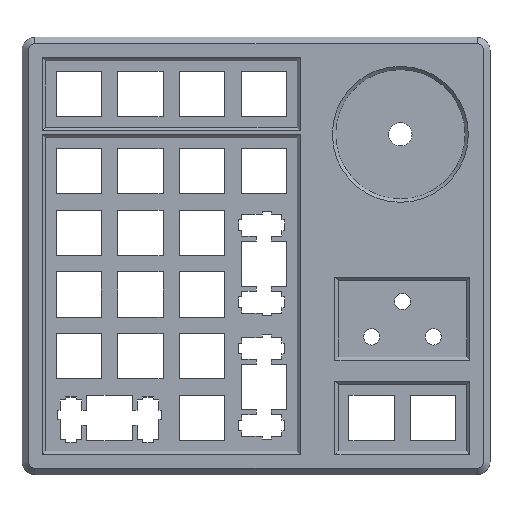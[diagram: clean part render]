
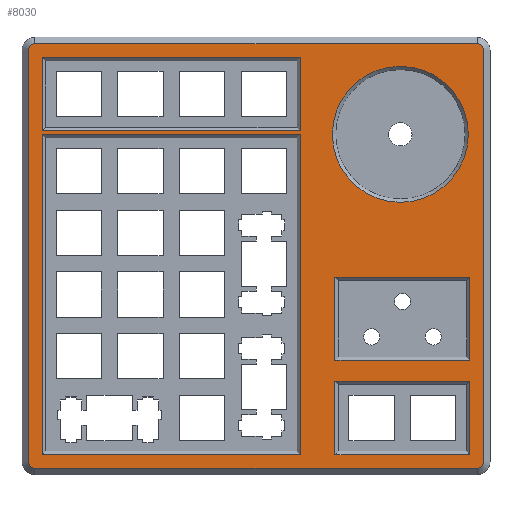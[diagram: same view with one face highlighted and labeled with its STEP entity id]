
A CAD part, top view. The second image highlights one B-rep face of the part: STEP entity #8030.
In plain terms, the highlighted planar face has unit normal (0, 0, 1).
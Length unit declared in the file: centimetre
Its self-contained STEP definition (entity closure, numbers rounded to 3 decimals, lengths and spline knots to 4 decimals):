
#62=FACE_BOUND($,#802,.T.);
#63=FACE_BOUND($,#803,.T.);
#64=FACE_BOUND($,#804,.T.);
#65=FACE_BOUND($,#805,.T.);
#66=FACE_BOUND($,#806,.T.);
#67=FACE_BOUND($,#807,.T.);
#92=CIRCLE($,#8276,0.2);
#93=CIRCLE($,#8279,0.2);
#106=CIRCLE($,#8470,0.2);
#107=CIRCLE($,#8471,0.2);
#108=CIRCLE($,#8472,2.1);
#802=EDGE_LOOP($,(#6407,#6408,#6409,#6410));
#803=EDGE_LOOP($,(#6411,#6412,#6413,#6414,#6415,#6416,#6417,#6418));
#804=EDGE_LOOP($,(#6419,#6420,#6421,#6422));
#805=EDGE_LOOP($,(#6423));
#806=EDGE_LOOP($,(#6424,#6425,#6426,#6427));
#807=EDGE_LOOP($,(#6428,#6429,#6430,#6431));
#1061=LINE($,#10863,#2160);
#1065=LINE($,#10872,#2164);
#1718=LINE($,#12202,#2817);
#1722=LINE($,#12211,#2821);
#1727=LINE($,#12220,#2826);
#1729=LINE($,#12223,#2828);
#1733=LINE($,#12233,#2832);
#1734=LINE($,#12236,#2833);
#1735=LINE($,#12240,#2834);
#1736=LINE($,#12242,#2835);
#1737=LINE($,#12244,#2836);
#1738=LINE($,#12245,#2837);
#1739=LINE($,#12250,#2838);
#1740=LINE($,#12252,#2839);
#1741=LINE($,#12254,#2840);
#1742=LINE($,#12255,#2841);
#1743=LINE($,#12258,#2842);
#1744=LINE($,#12260,#2843);
#1745=LINE($,#12262,#2844);
#1746=LINE($,#12263,#2845);
#2160=VECTOR($,#8768,13.6588);
#2164=VECTOR($,#8778,12.7063);
#2817=VECTOR($,#9803,4.1702);
#2821=VECTOR($,#9811,2.573);
#2826=VECTOR($,#9818,2.573);
#2828=VECTOR($,#9822,4.1702);
#2832=VECTOR($,#9830,12.7063);
#2833=VECTOR($,#9833,13.6588);
#2834=VECTOR($,#9836,9.8852);
#2835=VECTOR($,#9837,7.9803);
#2836=VECTOR($,#9838,9.8852);
#2837=VECTOR($,#9839,7.9803);
#2838=VECTOR($,#9842,4.1702);
#2839=VECTOR($,#9843,2.2652);
#2840=VECTOR($,#9844,4.1702);
#2841=VECTOR($,#9845,2.2652);
#2842=VECTOR($,#9846,7.9803);
#2843=VECTOR($,#9847,2.2653);
#2844=VECTOR($,#9848,7.9803);
#2845=VECTOR($,#9849,2.2653);
#3274=VERTEX_POINT($,#10860);
#3275=VERTEX_POINT($,#10862);
#3276=VERTEX_POINT($,#10866);
#3277=VERTEX_POINT($,#10870);
#3278=VERTEX_POINT($,#10874);
#3765=VERTEX_POINT($,#12195);
#3768=VERTEX_POINT($,#12200);
#3771=VERTEX_POINT($,#12210);
#3774=VERTEX_POINT($,#12218);
#3777=VERTEX_POINT($,#12231);
#3778=VERTEX_POINT($,#12232);
#3779=VERTEX_POINT($,#12235);
#3780=VERTEX_POINT($,#12238);
#3781=VERTEX_POINT($,#12239);
#3782=VERTEX_POINT($,#12241);
#3783=VERTEX_POINT($,#12243);
#3784=VERTEX_POINT($,#12246);
#3785=VERTEX_POINT($,#12248);
#3786=VERTEX_POINT($,#12249);
#3787=VERTEX_POINT($,#12251);
#3788=VERTEX_POINT($,#12253);
#3789=VERTEX_POINT($,#12256);
#3790=VERTEX_POINT($,#12257);
#3791=VERTEX_POINT($,#12259);
#3792=VERTEX_POINT($,#12261);
#4048=EDGE_CURVE($,#3274,#3275,#1061,.T.);
#4051=EDGE_CURVE($,#3276,#3274,#92,.T.);
#4053=EDGE_CURVE($,#3277,#3276,#1065,.T.);
#4055=EDGE_CURVE($,#3278,#3277,#93,.T.);
#4719=EDGE_CURVE($,#3768,#3765,#1718,.T.);
#4723=EDGE_CURVE($,#3765,#3771,#1722,.T.);
#4728=EDGE_CURVE($,#3774,#3768,#1727,.T.);
#4730=EDGE_CURVE($,#3771,#3774,#1729,.T.);
#4734=EDGE_CURVE($,#3777,#3778,#1733,.T.);
#4735=EDGE_CURVE($,#3275,#3777,#106,.T.);
#4736=EDGE_CURVE($,#3779,#3278,#1734,.T.);
#4737=EDGE_CURVE($,#3778,#3779,#107,.T.);
#4738=EDGE_CURVE($,#3780,#3781,#1735,.T.);
#4739=EDGE_CURVE($,#3782,#3780,#1736,.T.);
#4740=EDGE_CURVE($,#3783,#3782,#1737,.T.);
#4741=EDGE_CURVE($,#3781,#3783,#1738,.T.);
#4742=EDGE_CURVE($,#3784,#3784,#108,.T.);
#4743=EDGE_CURVE($,#3785,#3786,#1739,.T.);
#4744=EDGE_CURVE($,#3787,#3785,#1740,.T.);
#4745=EDGE_CURVE($,#3788,#3787,#1741,.T.);
#4746=EDGE_CURVE($,#3786,#3788,#1742,.T.);
#4747=EDGE_CURVE($,#3789,#3790,#1743,.T.);
#4748=EDGE_CURVE($,#3791,#3789,#1744,.T.);
#4749=EDGE_CURVE($,#3792,#3791,#1745,.T.);
#4750=EDGE_CURVE($,#3790,#3792,#1746,.T.);
#6407=ORIENTED_EDGE($,*,*,#4728,.F.);
#6408=ORIENTED_EDGE($,*,*,#4730,.F.);
#6409=ORIENTED_EDGE($,*,*,#4723,.F.);
#6410=ORIENTED_EDGE($,*,*,#4719,.F.);
#6411=ORIENTED_EDGE($,*,*,#4734,.F.);
#6412=ORIENTED_EDGE($,*,*,#4735,.F.);
#6413=ORIENTED_EDGE($,*,*,#4048,.F.);
#6414=ORIENTED_EDGE($,*,*,#4051,.F.);
#6415=ORIENTED_EDGE($,*,*,#4053,.F.);
#6416=ORIENTED_EDGE($,*,*,#4055,.F.);
#6417=ORIENTED_EDGE($,*,*,#4736,.F.);
#6418=ORIENTED_EDGE($,*,*,#4737,.F.);
#6419=ORIENTED_EDGE($,*,*,#4738,.F.);
#6420=ORIENTED_EDGE($,*,*,#4739,.F.);
#6421=ORIENTED_EDGE($,*,*,#4740,.F.);
#6422=ORIENTED_EDGE($,*,*,#4741,.F.);
#6423=ORIENTED_EDGE($,*,*,#4742,.F.);
#6424=ORIENTED_EDGE($,*,*,#4743,.F.);
#6425=ORIENTED_EDGE($,*,*,#4744,.F.);
#6426=ORIENTED_EDGE($,*,*,#4745,.F.);
#6427=ORIENTED_EDGE($,*,*,#4746,.F.);
#6428=ORIENTED_EDGE($,*,*,#4747,.F.);
#6429=ORIENTED_EDGE($,*,*,#4748,.F.);
#6430=ORIENTED_EDGE($,*,*,#4749,.F.);
#6431=ORIENTED_EDGE($,*,*,#4750,.F.);
#7638=PLANE($,#8469);
#8030=ADVANCED_FACE($,(#62,#63,#64,#65,#66,#67),#7638,.T.);
#8276=AXIS2_PLACEMENT_3D($,#10868,#8773,#8774);
#8279=AXIS2_PLACEMENT_3D($,#10876,#8782,#8783);
#8469=AXIS2_PLACEMENT_3D($,#12230,#9828,#9829);
#8470=AXIS2_PLACEMENT_3D($,#12234,#9831,#9832);
#8471=AXIS2_PLACEMENT_3D($,#12237,#9834,#9835);
#8472=AXIS2_PLACEMENT_3D($,#12247,#9840,#9841);
#8768=DIRECTION($,(1.,0.,0.));
#8773=DIRECTION('center_axis',(0.,0.,-1.));
#8774=DIRECTION('ref_axis',(-0.707,0.707,0.));
#8778=DIRECTION($,(0.,1.,0.));
#8782=DIRECTION('center_axis',(0.,0.,-1.));
#8783=DIRECTION('ref_axis',(-0.707,-0.707,0.));
#9803=DIRECTION($,(-1.,0.,0.));
#9811=DIRECTION($,(0.,-1.,0.));
#9818=DIRECTION($,(0.,1.,0.));
#9822=DIRECTION($,(1.,0.,0.));
#9828=DIRECTION('center_axis',(0.,0.,1.));
#9829=DIRECTION('ref_axis',(1.,0.,0.));
#9830=DIRECTION($,(0.,-1.,0.));
#9831=DIRECTION('center_axis',(0.,0.,-1.));
#9832=DIRECTION('ref_axis',(0.707,0.707,0.));
#9833=DIRECTION($,(-1.,0.,0.));
#9834=DIRECTION('center_axis',(0.,0.,-1.));
#9835=DIRECTION('ref_axis',(0.707,-0.707,0.));
#9836=DIRECTION($,(0.,-1.,0.));
#9837=DIRECTION($,(-1.,0.,0.));
#9838=DIRECTION($,(0.,1.,0.));
#9839=DIRECTION($,(1.,0.,0.));
#9840=DIRECTION('center_axis',(0.,0.,1.));
#9841=DIRECTION('ref_axis',(1.,0.,0.));
#9842=DIRECTION($,(-1.,0.,0.));
#9843=DIRECTION($,(0.,1.,0.));
#9844=DIRECTION($,(1.,0.,0.));
#9845=DIRECTION($,(0.,-1.,0.));
#9846=DIRECTION($,(-1.,0.,0.));
#9847=DIRECTION($,(0.,1.,0.));
#9848=DIRECTION($,(1.,0.,0.));
#9849=DIRECTION($,(0.,-1.,0.));
#10860=CARTESIAN_POINT('',(-17.5306,23.2934,7.1005));
#10862=CARTESIAN_POINT('',(-3.8718,23.2934,7.1005));
#10863=CARTESIAN_POINT($,(-7.0865,23.2934,7.1005));
#10866=CARTESIAN_POINT('',(-17.7306,23.0934,7.1005));
#10868=CARTESIAN_POINT('Origin',(-17.5306,23.0934,7.1005));
#10870=CARTESIAN_POINT('',(-17.7306,10.3871,7.1005));
#10872=CARTESIAN_POINT($,(-17.7306,20.1168,7.1005));
#10874=CARTESIAN_POINT('',(-17.5306,10.1871,7.1005));
#10876=CARTESIAN_POINT('Origin',(-17.5306,10.3871,7.1005));
#12195=CARTESIAN_POINT('',(-8.262,16.0869,7.1005));
#12200=CARTESIAN_POINT('',(-4.0918,16.0869,7.1005));
#12202=CARTESIAN_POINT($,(-8.4533,16.0869,7.1005));
#12210=CARTESIAN_POINT('',(-8.262,13.5139,7.1005));
#12211=CARTESIAN_POINT($,(-8.262,16.3706,7.1005));
#12218=CARTESIAN_POINT('',(-4.0918,13.5139,7.1005));
#12220=CARTESIAN_POINT($,(-4.0918,16.3706,7.1005));
#12223=CARTESIAN_POINT($,(-8.4533,13.5139,7.1005));
#12230=CARTESIAN_POINT('Origin',(-10.7012,16.7403,7.1005));
#12231=CARTESIAN_POINT('',(-3.6718,23.0934,7.1005));
#12232=CARTESIAN_POINT('',(-3.6718,10.3871,7.1005));
#12233=CARTESIAN_POINT($,(-3.6718,13.3637,7.1005));
#12234=CARTESIAN_POINT('Origin',(-3.8718,23.0934,7.1005));
#12235=CARTESIAN_POINT('',(-3.8718,10.1871,7.1005));
#12236=CARTESIAN_POINT($,(-14.3159,10.1871,7.1005));
#12237=CARTESIAN_POINT('Origin',(-3.8718,10.3871,7.1005));
#12238=CARTESIAN_POINT('',(-17.3108,20.4923,7.1005));
#12239=CARTESIAN_POINT('',(-17.3108,10.6071,7.1005));
#12240=CARTESIAN_POINT($,(-17.3108,13.7637,7.1005));
#12241=CARTESIAN_POINT('',(-9.3305,20.4923,7.1005));
#12242=CARTESIAN_POINT($,(-13.916,20.4923,7.1005));
#12243=CARTESIAN_POINT('',(-9.3305,10.6071,7.1005));
#12244=CARTESIAN_POINT($,(-9.3305,18.5263,7.1005));
#12245=CARTESIAN_POINT($,(-10.1059,10.6071,7.1005));
#12246=CARTESIAN_POINT('',(-8.3418,20.4982,7.1005));
#12247=CARTESIAN_POINT('Origin',(-6.2418,20.4982,7.1005));
#12248=CARTESIAN_POINT('',(-4.0918,12.8723,7.1005));
#12249=CARTESIAN_POINT('',(-8.262,12.8723,7.1005));
#12250=CARTESIAN_POINT($,(-9.3916,12.8723,7.1005));
#12251=CARTESIAN_POINT('',(-4.0918,10.6071,7.1005));
#12252=CARTESIAN_POINT($,(-4.0918,14.7163,7.1005));
#12253=CARTESIAN_POINT('',(-8.262,10.6071,7.1005));
#12254=CARTESIAN_POINT($,(-7.4865,10.6071,7.1005));
#12255=CARTESIAN_POINT($,(-8.262,13.7637,7.1005));
#12256=CARTESIAN_POINT('',(-9.3305,22.8736,7.1005));
#12257=CARTESIAN_POINT('',(-17.3108,22.8736,7.1005));
#12258=CARTESIAN_POINT($,(-13.916,22.8736,7.1005));
#12259=CARTESIAN_POINT('',(-9.3305,20.6083,7.1005));
#12260=CARTESIAN_POINT($,(-9.3305,19.7169,7.1005));
#12261=CARTESIAN_POINT('',(-17.3108,20.6083,7.1005));
#12262=CARTESIAN_POINT($,(-10.1059,20.6083,7.1005));
#12263=CARTESIAN_POINT($,(-17.3108,18.7643,7.1005));
